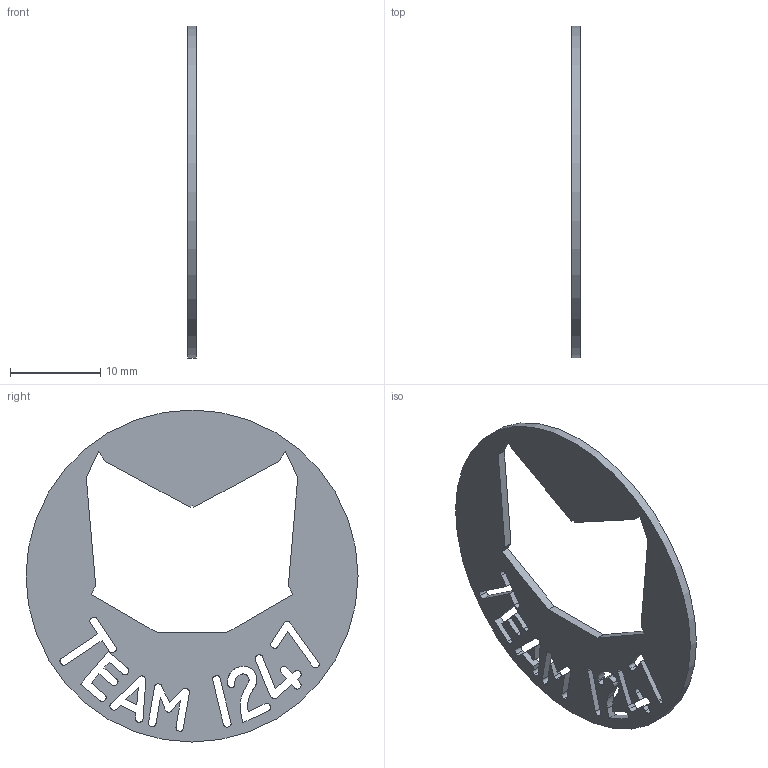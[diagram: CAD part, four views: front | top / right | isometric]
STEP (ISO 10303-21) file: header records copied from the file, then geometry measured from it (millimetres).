
FILE_DESCRIPTION(/* description */ (''),/* implementation_level */ '2;1');
FILE_NAME(/* name */ 'Bakground.stp',/* time_stamp */ '2015-01-19T12:58:36-05:00',/* author */ ('Spooner'),/* organization */ (''),/* preprocessor_version */ 'ST-DEVELOPER v15.2',/* originating_system */ 'Autodesk Inventor 2014',/* authorisation */ '');
FILE_SCHEMA (('AUTOMOTIVE_DESIGN { 1 0 10303 214 3 1 1 }'));
Length unit declared in the file: inch
Products named in the file (1): Bakground
Bounding box: 0.95 x 36.83 x 36.83 mm (x, y, z)
Volume: 620.8 mm3; surface area: 1653 mm2
Topology: 2 solids, 2 shells, 141 faces, 411 edges, 274 vertices
Faces by surface type: bspline 71, plane 69, cylinder 1
Full cylindrical faces by diameter (mm): 36.83 x1
Entity records: 4802 total; most frequent: CARTESIAN_POINT 1507, ORIENTED_EDGE 820, EDGE_CURVE 410, DIRECTION 410, VERTEX_POINT 274, LINE 264, VECTOR 264, EDGE_LOOP 160
